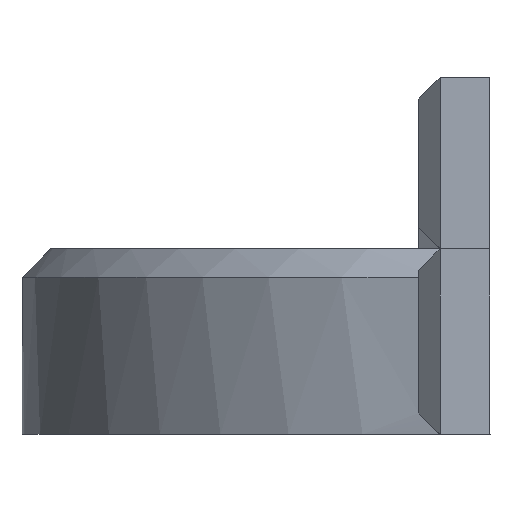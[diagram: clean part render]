
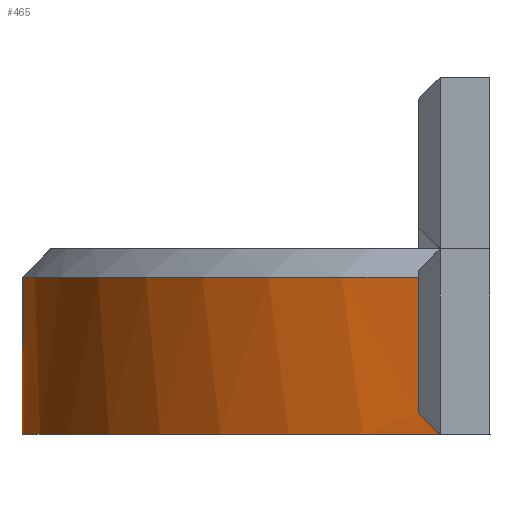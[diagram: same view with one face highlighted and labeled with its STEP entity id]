
A CAD part, front view. The second image highlights one B-rep face of the part: STEP entity #465.
In plain terms, the highlighted cylindrical face has radius 33 mm (diameter 66 mm), a partial arc.
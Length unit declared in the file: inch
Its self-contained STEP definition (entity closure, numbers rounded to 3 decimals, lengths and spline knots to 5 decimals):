
#20=ELLIPSE('',#512,1.83737,1.29921);
#22=CYLINDRICAL_SURFACE('',#510,1.29921);
#26=B_SPLINE_CURVE_WITH_KNOTS('',3,(#697,#698,#699,#700,#701,#702,#703,
#704,#705,#706,#707,#708,#709,#710,#711,#712,#713,#714,#715,#716,#717,#718,
#719,#720,#721,#722,#723,#724,#725,#726,#727,#728,#729,#730,#731),
 .UNSPECIFIED.,.F.,.F.,(4,2,2,2,2,2,2,2,3,2,2,2,2,2,2,2,4),(15.42341,
15.53808,16.15963,16.78118,17.40273,18.02431,
18.6459,19.26748,19.88906,20.51064,21.13223,
21.75381,22.37539,22.99695,23.61851,24.24006,
24.84509),.UNSPECIFIED.);
#31=CIRCLE('',#511,1.29921);
#45=FACE_OUTER_BOUND('',#71,.T.);
#71=EDGE_LOOP('',(#324,#325,#326,#327,#328));
#104=LINE('',#746,#154);
#105=LINE('',#751,#155);
#154=VECTOR('',#567,0.3937);
#155=VECTOR('',#572,0.3937);
#203=VERTEX_POINT('',#683);
#206=VERTEX_POINT('',#693);
#212=VERTEX_POINT('',#745);
#213=VERTEX_POINT('',#747);
#214=VERTEX_POINT('',#749);
#249=EDGE_CURVE('',#203,#206,#26,.T.);
#256=EDGE_CURVE('',#212,#206,#104,.T.);
#257=EDGE_CURVE('',#213,#212,#31,.T.);
#258=EDGE_CURVE('',#214,#213,#20,.T.);
#259=EDGE_CURVE('',#203,#214,#105,.T.);
#324=ORIENTED_EDGE('',*,*,#256,.F.);
#325=ORIENTED_EDGE('',*,*,#257,.F.);
#326=ORIENTED_EDGE('',*,*,#258,.F.);
#327=ORIENTED_EDGE('',*,*,#259,.F.);
#328=ORIENTED_EDGE('',*,*,#249,.T.);
#465=ADVANCED_FACE('',(#45),#22,.T.);
#510=AXIS2_PLACEMENT_3D('',#744,#565,#566);
#511=AXIS2_PLACEMENT_3D('',#748,#568,#569);
#512=AXIS2_PLACEMENT_3D('',#750,#570,#571);
#565=DIRECTION('center_axis',(0.,0.,-1.));
#566=DIRECTION('ref_axis',(-0.999,0.053,0.));
#567=DIRECTION('',(0.,0.,1.));
#568=DIRECTION('center_axis',(0.,0.,-1.));
#569=DIRECTION('ref_axis',(1.,0.,0.));
#570=DIRECTION('center_axis',(0.707,0.,0.707));
#571=DIRECTION('ref_axis',(0.707,0.,-0.707));
#572=DIRECTION('',(0.,0.,-1.));
#683=CARTESIAN_POINT('',(0.44944,-1.06668,0.43307));
#693=CARTESIAN_POINT('',(0.64629,1.51573,0.43307));
#697=CARTESIAN_POINT('Ctrl Pts',(0.44944,-1.06668,0.43307));
#698=CARTESIAN_POINT('Ctrl Pts',(0.43395,-1.06423,0.43307));
#699=CARTESIAN_POINT('Ctrl Pts',(0.41846,-1.06149,0.43307));
#700=CARTESIAN_POINT('Ctrl Pts',(0.31908,-1.04202,0.43307));
#701=CARTESIAN_POINT('Ctrl Pts',(0.23562,-1.01696,0.43307));
#702=CARTESIAN_POINT('Ctrl Pts',(0.07557,-0.95068,
0.43307));
#703=CARTESIAN_POINT('Ctrl Pts',(-0.00117,-0.9094,
0.43307));
#704=CARTESIAN_POINT('Ctrl Pts',(-0.14308,-0.814,
0.43307));
#705=CARTESIAN_POINT('Ctrl Pts',(-0.20825,-0.75988,
0.43307));
#706=CARTESIAN_POINT('Ctrl Pts',(-0.32361,-0.64453,
0.43307));
#707=CARTESIAN_POINT('Ctrl Pts',(-0.37775,-0.57936,
0.43307));
#708=CARTESIAN_POINT('Ctrl Pts',(-0.47317,-0.43746,
0.43307));
#709=CARTESIAN_POINT('Ctrl Pts',(-0.51445,-0.36072,
0.43307));
#710=CARTESIAN_POINT('Ctrl Pts',(-0.58076,-0.20066,
0.43307));
#711=CARTESIAN_POINT('Ctrl Pts',(-0.60583,-0.11721,
0.43307));
#712=CARTESIAN_POINT('Ctrl Pts',(-0.63871,0.0506,
0.43307));
#713=CARTESIAN_POINT('Ctrl Pts',(-0.64652,0.13496,0.43307));
#714=CARTESIAN_POINT('Ctrl Pts',(-0.64652,0.21653,0.43307));
#715=CARTESIAN_POINT('Ctrl Pts',(-0.64652,0.2981,0.43307));
#716=CARTESIAN_POINT('Ctrl Pts',(-0.63871,0.38246,0.43307));
#717=CARTESIAN_POINT('Ctrl Pts',(-0.60583,0.55027,0.43307));
#718=CARTESIAN_POINT('Ctrl Pts',(-0.58076,0.63372,0.43307));
#719=CARTESIAN_POINT('Ctrl Pts',(-0.51446,0.79378,0.43307));
#720=CARTESIAN_POINT('Ctrl Pts',(-0.47317,0.87052,0.43307));
#721=CARTESIAN_POINT('Ctrl Pts',(-0.37776,1.01242,0.43307));
#722=CARTESIAN_POINT('Ctrl Pts',(-0.32362,1.07759,0.43307));
#723=CARTESIAN_POINT('Ctrl Pts',(-0.20826,1.19294,0.43307));
#724=CARTESIAN_POINT('Ctrl Pts',(-0.14309,1.24707,0.43307));
#725=CARTESIAN_POINT('Ctrl Pts',(-0.00118,1.34246,0.43307));
#726=CARTESIAN_POINT('Ctrl Pts',(0.07556,1.38374,0.43307));
#727=CARTESIAN_POINT('Ctrl Pts',(0.23562,1.45003,0.43307));
#728=CARTESIAN_POINT('Ctrl Pts',(0.31907,1.47509,0.43307));
#729=CARTESIAN_POINT('Ctrl Pts',(0.48465,1.50752,0.43307));
#730=CARTESIAN_POINT('Ctrl Pts',(0.56675,1.51534,0.43307));
#731=CARTESIAN_POINT('Ctrl Pts',(0.64629,1.51573,0.43307));
#744=CARTESIAN_POINT('Origin',(0.65269,0.21653,0.0532));
#745=CARTESIAN_POINT('',(0.64629,1.51573,0.));
#746=CARTESIAN_POINT('',(0.64629,1.51573,0.21654));
#747=CARTESIAN_POINT('',(0.50849,-1.07465,0.));
#748=CARTESIAN_POINT('Origin',(0.65269,0.21653,0.));
#749=CARTESIAN_POINT('',(0.44944,-1.06668,0.05906));
#750=CARTESIAN_POINT('Origin',(0.65269,0.21653,-0.1442));
#751=CARTESIAN_POINT('',(0.44944,-1.06668,0.24606));
